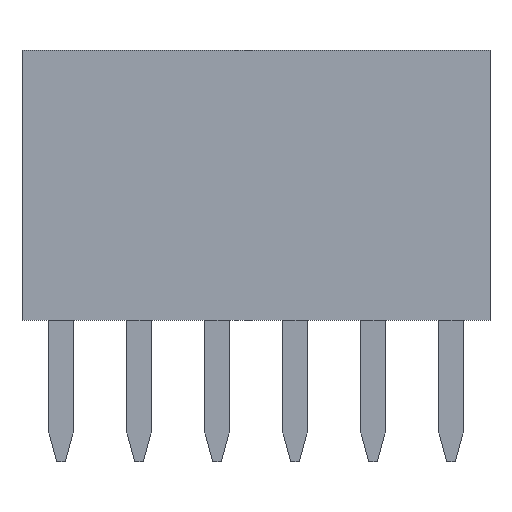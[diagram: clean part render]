
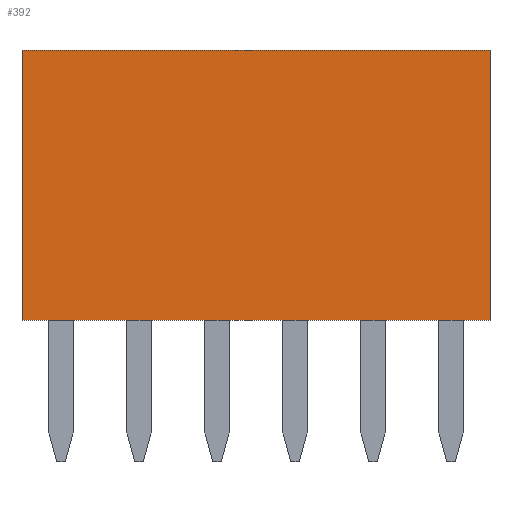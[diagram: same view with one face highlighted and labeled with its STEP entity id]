
A CAD part, front view. The second image highlights one B-rep face of the part: STEP entity #392.
In plain terms, the highlighted planar face has unit normal (0, -1, 0).
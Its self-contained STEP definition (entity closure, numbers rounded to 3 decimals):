
#392=ADVANCED_FACE('',(#3780),#3782,.T.);
#3780=FACE_BOUND('',#3781,.T.);
#3781=EDGE_LOOP('',(#6453,#6454,#6455,#6456));
#3782=PLANE('',#3783);
#3783=AXIS2_PLACEMENT_3D('',#3784,#3785,#3786);
#3784=CARTESIAN_POINT('',(-0.635,-0.9,0.));
#3785=DIRECTION('',(0.,-1.,0.));
#3786=DIRECTION('',(1.,0.,0.));
#6453=ORIENTED_EDGE('',*,*,#8328,.T.);
#6454=ORIENTED_EDGE('',*,*,#8382,.T.);
#6455=ORIENTED_EDGE('',*,*,#8383,.F.);
#6456=ORIENTED_EDGE('',*,*,#8333,.F.);
#8328=EDGE_CURVE('',#9393,#9391,#9394,.T.);
#8333=EDGE_CURVE('',#9393,#9401,#9402,.T.);
#8382=EDGE_CURVE('',#9391,#9476,#9478,.T.);
#8383=EDGE_CURVE('',#9401,#9476,#9479,.T.);
#9391=VERTEX_POINT('',#11163);
#9393=VERTEX_POINT('',#11167);
#9394=LINE('',#11168,#11169);
#9401=VERTEX_POINT('',#11185);
#9402=LINE('',#11186,#11187);
#9476=VERTEX_POINT('',#11356);
#9478=LINE('',#11360,#11361);
#9479=LINE('',#11363,#11364);
#11163=CARTESIAN_POINT('',(6.985,-0.9,0.));
#11167=CARTESIAN_POINT('',(-0.635,-0.9,0.));
#11168=CARTESIAN_POINT('',(-0.635,-0.9,0.));
#11169=VECTOR('',#11170,1.);
#11170=DIRECTION('',(1.,0.,0.));
#11185=CARTESIAN_POINT('',(-0.635,-0.9,4.4));
#11186=CARTESIAN_POINT('',(-0.635,-0.9,0.));
#11187=VECTOR('',#11188,1.);
#11188=DIRECTION('',(0.,0.,1.));
#11356=CARTESIAN_POINT('',(6.985,-0.9,4.4));
#11360=CARTESIAN_POINT('',(6.985,-0.9,0.));
#11361=VECTOR('',#11362,1.);
#11362=DIRECTION('',(0.,0.,1.));
#11363=CARTESIAN_POINT('',(-0.635,-0.9,4.4));
#11364=VECTOR('',#11365,1.);
#11365=DIRECTION('',(1.,0.,0.));
